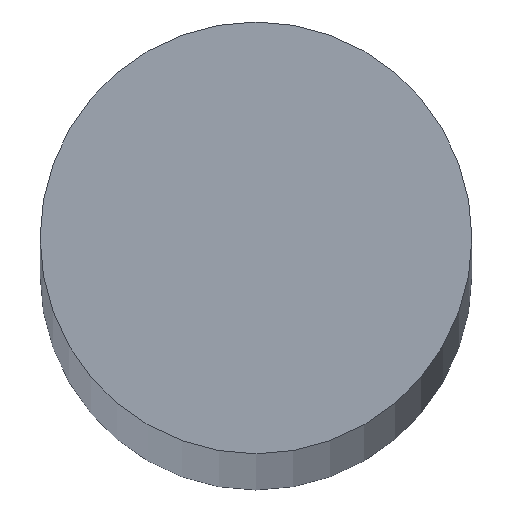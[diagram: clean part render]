
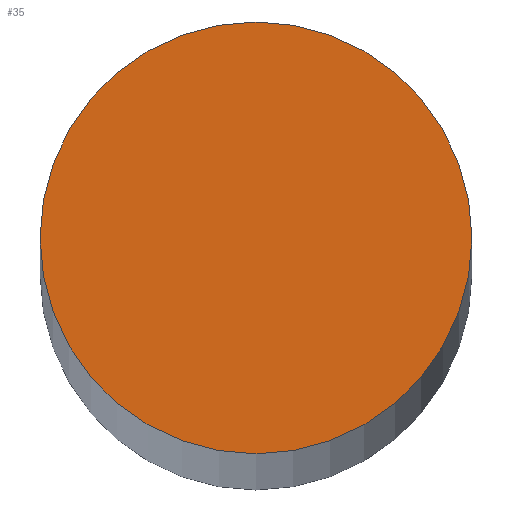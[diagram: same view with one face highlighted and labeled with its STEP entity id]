
A CAD part, top view. The second image highlights one B-rep face of the part: STEP entity #35.
In plain terms, the highlighted planar face has unit normal (0, 0, 1).
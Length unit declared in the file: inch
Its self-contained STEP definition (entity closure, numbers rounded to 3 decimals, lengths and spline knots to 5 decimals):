
#13=PLANE($,#43);
#17=FACE_OUTER_BOUND($,#21,.T.);
#21=EDGE_LOOP($,(#31));
#23=CIRCLE($,#41,0.1875);
#25=VERTEX_POINT($,#59);
#27=EDGE_CURVE($,#25,#25,#23,.T.);
#31=ORIENTED_EDGE($,*,*,#27,.T.);
#35=ADVANCED_FACE($,(#17),#13,.T.);
#41=AXIS2_PLACEMENT_3D($,#60,#49,#50);
#43=AXIS2_PLACEMENT_3D($,#63,#53,#54);
#49=DIRECTION('center_axis',(0.,0.,1.));
#50=DIRECTION('ref_axis',(1.,0.,0.));
#53=DIRECTION('center_axis',(0.,0.,1.));
#54=DIRECTION('ref_axis',(1.,0.,0.));
#59=CARTESIAN_POINT('',(-0.1875,0.,9.));
#60=CARTESIAN_POINT('Origin',(0.,0.,9.));
#63=CARTESIAN_POINT('Origin',(0.,0.,9.));
